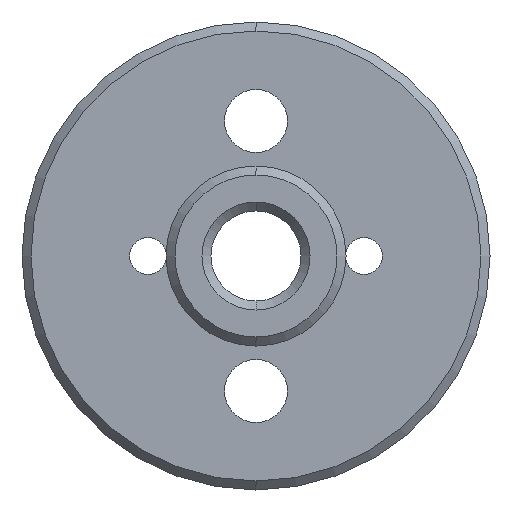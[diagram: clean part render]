
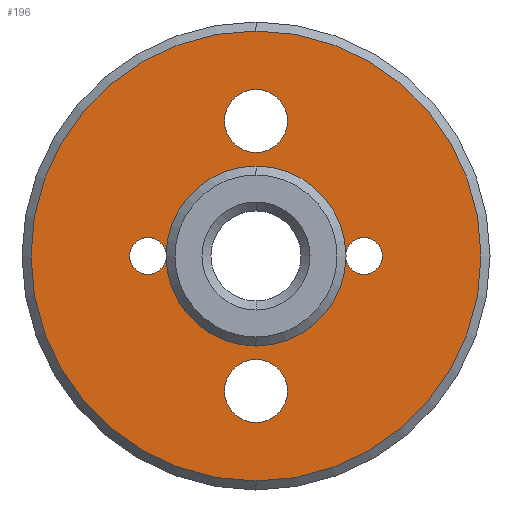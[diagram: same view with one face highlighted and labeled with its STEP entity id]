
A CAD part, left-side view. The second image highlights one B-rep face of the part: STEP entity #196.
In plain terms, the highlighted planar face has unit normal (-1, 0, 0).
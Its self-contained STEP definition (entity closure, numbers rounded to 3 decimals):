
#2 = CARTESIAN_POINT ( 'NONE',  ( 0., -6., 0. ) ) ;
#5 = EDGE_CURVE ( 'NONE', #28, #762, #920, .T. ) ;
#8 = ORIENTED_EDGE ( 'NONE', *, *, #972, .T. ) ;
#10 = DIRECTION ( 'NONE',  ( 1., 0., 0. ) ) ;
#28 = VERTEX_POINT ( 'NONE', #399 ) ;
#32 = CIRCLE ( 'NONE', #712, 4.6 ) ;
#34 = CIRCLE ( 'NONE', #918, 1.025 ) ;
#39 = CARTESIAN_POINT ( 'NONE',  ( 0., 0., 9.25 ) ) ;
#45 = CARTESIAN_POINT ( 'NONE',  ( 0., 4.3, 0. ) ) ;
#52 = ORIENTED_EDGE ( 'NONE', *, *, #623, .T. ) ;
#61 = VERTEX_POINT ( 'NONE', #317 ) ;
#67 = AXIS2_PLACEMENT_3D ( 'NONE', #831, #607, #927 ) ;
#77 = DIRECTION ( 'NONE',  ( 1., 0., 0. ) ) ;
#86 = CARTESIAN_POINT ( 'NONE',  ( 0., 0., -7.5 ) ) ;
#93 = AXIS2_PLACEMENT_3D ( 'NONE', #45, #983, #487 ) ;
#96 = FACE_OUTER_BOUND ( 'NONE', #173, .T. ) ;
#97 = ORIENTED_EDGE ( 'NONE', *, *, #696, .T. ) ;
#103 = VERTEX_POINT ( 'NONE', #39 ) ;
#163 = DIRECTION ( 'NONE',  ( 1., 0., 0. ) ) ;
#164 = DIRECTION ( 'NONE',  ( 1., 0., 0. ) ) ;
#173 = EDGE_LOOP ( 'NONE', ( #287, #416 ) ) ;
#184 = ORIENTED_EDGE ( 'NONE', *, *, #299, .T. ) ;
#185 = FACE_BOUND ( 'NONE', #390, .T. ) ;
#188 = CARTESIAN_POINT ( 'NONE',  ( 0., 0., 5.75 ) ) ;
#193 = FACE_BOUND ( 'NONE', #985, .T. ) ;
#194 = ORIENTED_EDGE ( 'NONE', *, *, #896, .T. ) ;
#196 = ADVANCED_FACE ( 'NONE', ( #96, #185, #915, #730, #583, #193 ), #999, .F. ) ;
#234 = DIRECTION ( 'NONE',  ( 0., 0., -1. ) ) ;
#239 = AXIS2_PLACEMENT_3D ( 'NONE', #797, #77, #714 ) ;
#257 = VERTEX_POINT ( 'NONE', #348 ) ;
#265 = ORIENTED_EDGE ( 'NONE', *, *, #408, .T. ) ;
#287 = ORIENTED_EDGE ( 'NONE', *, *, #356, .T. ) ;
#293 = CIRCLE ( 'NONE', #1016, 1.025 ) ;
#299 = EDGE_CURVE ( 'NONE', #954, #333, #875, .T. ) ;
#305 = DIRECTION ( 'NONE',  ( -1., 0., 0. ) ) ;
#310 = DIRECTION ( 'NONE',  ( 0., 0., -1. ) ) ;
#311 = CARTESIAN_POINT ( 'NONE',  ( 0., -6., 0. ) ) ;
#314 = AXIS2_PLACEMENT_3D ( 'NONE', #591, #597, #910 ) ;
#315 = DIRECTION ( 'NONE',  ( 0., 0., -1. ) ) ;
#317 = CARTESIAN_POINT ( 'NONE',  ( 0., -6., 1.025 ) ) ;
#319 = VERTEX_POINT ( 'NONE', #838 ) ;
#322 = DIRECTION ( 'NONE',  ( 0., 0., -1. ) ) ;
#333 = VERTEX_POINT ( 'NONE', #790 ) ;
#334 = DIRECTION ( 'NONE',  ( 0., 0., -1. ) ) ;
#348 = CARTESIAN_POINT ( 'NONE',  ( 0., 0., -5.75 ) ) ;
#356 = EDGE_CURVE ( 'NONE', #762, #28, #895, .T. ) ;
#358 = CIRCLE ( 'NONE', #789, 1.025 ) ;
#369 = EDGE_LOOP ( 'NONE', ( #184, #698 ) ) ;
#390 = EDGE_LOOP ( 'NONE', ( #585, #52 ) ) ;
#398 = CARTESIAN_POINT ( 'NONE',  ( 0., 0., 0. ) ) ;
#399 = CARTESIAN_POINT ( 'NONE',  ( 0., 0., 12.5 ) ) ;
#408 = EDGE_CURVE ( 'NONE', #835, #61, #34, .T. ) ;
#416 = ORIENTED_EDGE ( 'NONE', *, *, #5, .T. ) ;
#423 = AXIS2_PLACEMENT_3D ( 'NONE', #534, #769, #334 ) ;
#445 = AXIS2_PLACEMENT_3D ( 'NONE', #311, #164, #639 ) ;
#451 = EDGE_CURVE ( 'NONE', #496, #103, #724, .T. ) ;
#453 = EDGE_CURVE ( 'NONE', #333, #954, #32, .T. ) ;
#466 = EDGE_CURVE ( 'NONE', #257, #561, #472, .T. ) ;
#472 = CIRCLE ( 'NONE', #828, 1.75 ) ;
#473 = DIRECTION ( 'NONE',  ( 1., 0., 0. ) ) ;
#482 = ORIENTED_EDGE ( 'NONE', *, *, #560, .T. ) ;
#487 = DIRECTION ( 'NONE',  ( 0., 0., -1. ) ) ;
#490 = DIRECTION ( 'NONE',  ( 0., 0., -1. ) ) ;
#496 = VERTEX_POINT ( 'NONE', #188 ) ;
#515 = AXIS2_PLACEMENT_3D ( 'NONE', #398, #305, #310 ) ;
#534 = CARTESIAN_POINT ( 'NONE',  ( 0., 0., 7.5 ) ) ;
#552 = EDGE_LOOP ( 'NONE', ( #8, #877 ) ) ;
#553 = CARTESIAN_POINT ( 'NONE',  ( 0., 0., 0. ) ) ;
#558 = CIRCLE ( 'NONE', #67, 1.75 ) ;
#560 = EDGE_CURVE ( 'NONE', #963, #319, #358, .T. ) ;
#561 = VERTEX_POINT ( 'NONE', #614 ) ;
#583 = FACE_BOUND ( 'NONE', #833, .T. ) ;
#585 = ORIENTED_EDGE ( 'NONE', *, *, #451, .T. ) ;
#587 = CARTESIAN_POINT ( 'NONE',  ( 0., 6., 0. ) ) ;
#591 = CARTESIAN_POINT ( 'NONE',  ( 0., 0., 0. ) ) ;
#597 = DIRECTION ( 'NONE',  ( 1., 0., 0. ) ) ;
#607 = DIRECTION ( 'NONE',  ( 1., 0., 0. ) ) ;
#614 = CARTESIAN_POINT ( 'NONE',  ( 0., 0., -9.25 ) ) ;
#623 = EDGE_CURVE ( 'NONE', #103, #496, #984, .T. ) ;
#639 = DIRECTION ( 'NONE',  ( 0., 0., -1. ) ) ;
#666 = DIRECTION ( 'NONE',  ( -1., 0., 0. ) ) ;
#673 = DIRECTION ( 'NONE',  ( 0., 0., -1. ) ) ;
#696 = EDGE_CURVE ( 'NONE', #319, #963, #293, .T. ) ;
#698 = ORIENTED_EDGE ( 'NONE', *, *, #453, .T. ) ;
#712 = AXIS2_PLACEMENT_3D ( 'NONE', #553, #473, #322 ) ;
#714 = DIRECTION ( 'NONE',  ( 0., 0., -1. ) ) ;
#722 = CARTESIAN_POINT ( 'NONE',  ( 0., 0., 0. ) ) ;
#724 = CIRCLE ( 'NONE', #239, 1.75 ) ;
#730 = FACE_BOUND ( 'NONE', #369, .T. ) ;
#746 = CARTESIAN_POINT ( 'NONE',  ( 0., -6., -1.025 ) ) ;
#762 = VERTEX_POINT ( 'NONE', #977 ) ;
#769 = DIRECTION ( 'NONE',  ( 1., 0., 0. ) ) ;
#783 = DIRECTION ( 'NONE',  ( 0., 0., -1. ) ) ;
#789 = AXIS2_PLACEMENT_3D ( 'NONE', #587, #890, #490 ) ;
#790 = CARTESIAN_POINT ( 'NONE',  ( 0., 0., 4.6 ) ) ;
#797 = CARTESIAN_POINT ( 'NONE',  ( 0., 0., 7.5 ) ) ;
#828 = AXIS2_PLACEMENT_3D ( 'NONE', #86, #10, #315 ) ;
#831 = CARTESIAN_POINT ( 'NONE',  ( 0., 0., -7.5 ) ) ;
#833 = EDGE_LOOP ( 'NONE', ( #97, #482 ) ) ;
#835 = VERTEX_POINT ( 'NONE', #746 ) ;
#838 = CARTESIAN_POINT ( 'NONE',  ( 0., 6., -1.025 ) ) ;
#851 = AXIS2_PLACEMENT_3D ( 'NONE', #722, #666, #673 ) ;
#875 = CIRCLE ( 'NONE', #314, 4.6 ) ;
#877 = ORIENTED_EDGE ( 'NONE', *, *, #466, .T. ) ;
#890 = DIRECTION ( 'NONE',  ( 1., 0., 0. ) ) ;
#895 = CIRCLE ( 'NONE', #515, 12.5 ) ;
#896 = EDGE_CURVE ( 'NONE', #61, #835, #1026, .T. ) ;
#910 = DIRECTION ( 'NONE',  ( 0., 0., -1. ) ) ;
#915 = FACE_BOUND ( 'NONE', #552, .T. ) ;
#918 = AXIS2_PLACEMENT_3D ( 'NONE', #2, #163, #234 ) ;
#920 = CIRCLE ( 'NONE', #851, 12.5 ) ;
#927 = DIRECTION ( 'NONE',  ( 0., 0., -1. ) ) ;
#942 = DIRECTION ( 'NONE',  ( 1., 0., 0. ) ) ;
#949 = CARTESIAN_POINT ( 'NONE',  ( 0., 6., 0. ) ) ;
#954 = VERTEX_POINT ( 'NONE', #992 ) ;
#963 = VERTEX_POINT ( 'NONE', #1012 ) ;
#972 = EDGE_CURVE ( 'NONE', #561, #257, #558, .T. ) ;
#977 = CARTESIAN_POINT ( 'NONE',  ( 0., 0., -12.5 ) ) ;
#983 = DIRECTION ( 'NONE',  ( 1., 0., 0. ) ) ;
#984 = CIRCLE ( 'NONE', #423, 1.75 ) ;
#985 = EDGE_LOOP ( 'NONE', ( #265, #194 ) ) ;
#992 = CARTESIAN_POINT ( 'NONE',  ( 0., 0., -4.6 ) ) ;
#999 = PLANE ( 'NONE',  #93 ) ;
#1012 = CARTESIAN_POINT ( 'NONE',  ( 0., 6., 1.025 ) ) ;
#1016 = AXIS2_PLACEMENT_3D ( 'NONE', #949, #942, #783 ) ;
#1026 = CIRCLE ( 'NONE', #445, 1.025 ) ;
